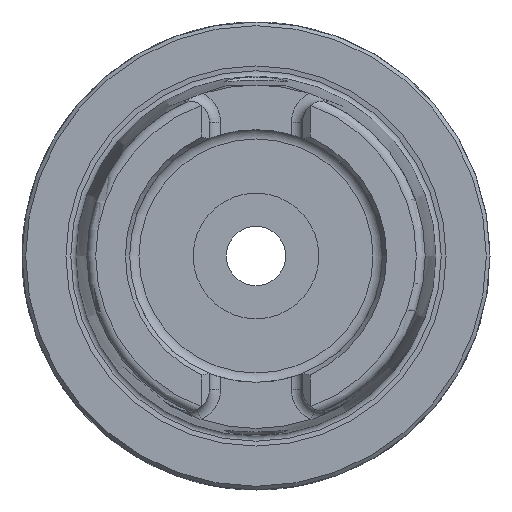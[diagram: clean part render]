
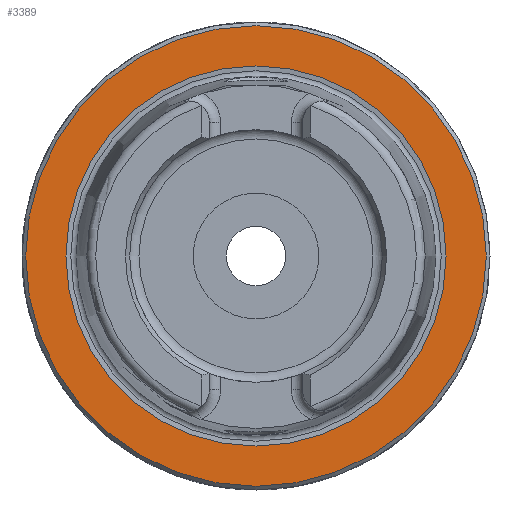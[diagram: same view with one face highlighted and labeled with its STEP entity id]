
A CAD part, left-side view. The second image highlights one B-rep face of the part: STEP entity #3389.
In plain terms, the highlighted planar face has unit normal (-1, 0, 0).
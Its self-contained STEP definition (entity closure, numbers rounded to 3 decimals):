
#156=FACE_BOUND('',#631,.T.);
#201=PLANE('',#3787);
#428=FACE_OUTER_BOUND('',#630,.T.);
#630=EDGE_LOOP('',(#2820));
#631=EDGE_LOOP('',(#2821));
#1255=CIRCLE('',#3786,25.588);
#1256=CIRCLE('',#3788,31.);
#1529=VERTEX_POINT('',#6450);
#1530=VERTEX_POINT('',#6454);
#1981=EDGE_CURVE('',#1529,#1529,#1255,.T.);
#1982=EDGE_CURVE('',#1530,#1530,#1256,.T.);
#2820=ORIENTED_EDGE('',*,*,#1982,.F.);
#2821=ORIENTED_EDGE('',*,*,#1981,.T.);
#3389=ADVANCED_FACE('',(#428,#156),#201,.T.);
#3786=AXIS2_PLACEMENT_3D('',#6452,#4565,#4566);
#3787=AXIS2_PLACEMENT_3D('',#6453,#4567,#4568);
#3788=AXIS2_PLACEMENT_3D('',#6455,#4569,#4570);
#4565=DIRECTION('center_axis',(1.,0.,0.));
#4566=DIRECTION('ref_axis',(0.,0.,-1.));
#4567=DIRECTION('center_axis',(-1.,0.,0.));
#4568=DIRECTION('ref_axis',(0.,0.,1.));
#4569=DIRECTION('center_axis',(1.,0.,0.));
#4570=DIRECTION('ref_axis',(0.,0.,-1.));
#6450=CARTESIAN_POINT('',(0.,-25.588,0.));
#6452=CARTESIAN_POINT('Origin',(0.,0.,0.));
#6453=CARTESIAN_POINT('Origin',(0.,31.,0.));
#6454=CARTESIAN_POINT('',(0.,-31.,0.));
#6455=CARTESIAN_POINT('Origin',(0.,0.,0.));
